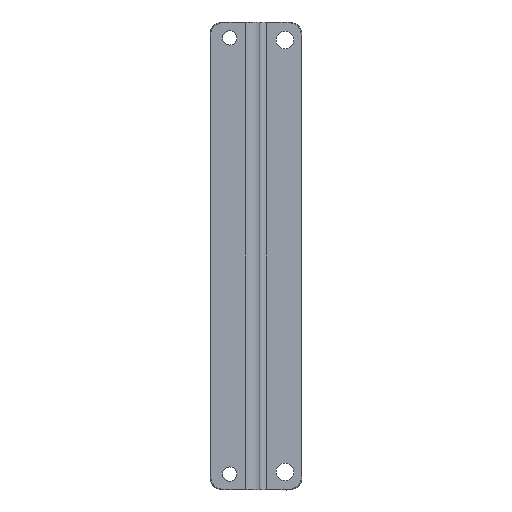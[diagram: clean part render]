
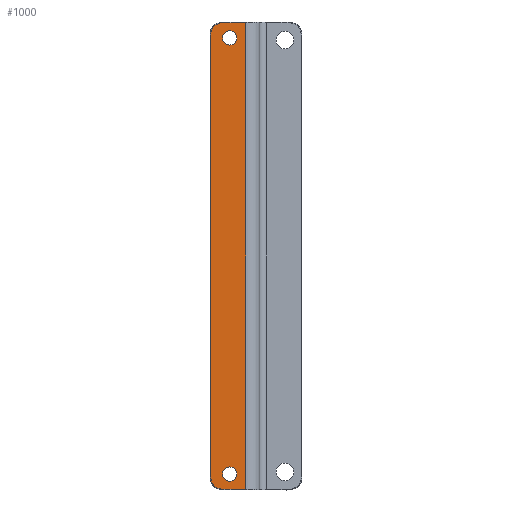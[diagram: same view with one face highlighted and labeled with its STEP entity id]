
A CAD part, front view. The second image highlights one B-rep face of the part: STEP entity #1000.
In plain terms, the highlighted planar face has unit normal (0, -1, 0).
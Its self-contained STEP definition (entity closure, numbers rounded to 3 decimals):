
#65=CARTESIAN_POINT('',(-11.5,-2.77,83.895));
#66=DIRECTION('',(0.,1.,0.));
#67=DIRECTION('',(0.,0.,-1.));
#68=AXIS2_PLACEMENT_3D('',#65,#66,#67);
#70=CARTESIAN_POINT('',(-11.5,-2.77,83.895));
#71=DIRECTION('',(0.,1.,0.));
#72=DIRECTION('',(0.,0.,1.));
#73=AXIS2_PLACEMENT_3D('',#70,#71,#72);
#75=CARTESIAN_POINT('',(-11.5,-2.77,-83.895));
#76=DIRECTION('',(0.,1.,0.));
#77=DIRECTION('',(0.,0.,-1.));
#78=AXIS2_PLACEMENT_3D('',#75,#76,#77);
#80=CARTESIAN_POINT('',(-11.5,-2.77,-83.895));
#81=DIRECTION('',(0.,1.,0.));
#82=DIRECTION('',(0.,0.,1.));
#83=AXIS2_PLACEMENT_3D('',#80,#81,#82);
#85=CARTESIAN_POINT('',(-13.,-2.77,89.75));
#86=CARTESIAN_POINT('',(-13.421,-2.77,89.75));
#87=CARTESIAN_POINT('',(-14.244,-2.77,89.717));
#88=CARTESIAN_POINT('',(-15.52,-2.77,89.495));
#89=CARTESIAN_POINT('',(-16.542,-2.77,89.116));
#90=CARTESIAN_POINT('',(-17.365,-2.77,88.585));
#91=CARTESIAN_POINT('',(-17.951,-2.77,87.962));
#92=CARTESIAN_POINT('',(-18.402,-2.77,87.177));
#93=CARTESIAN_POINT('',(-18.691,-2.77,86.165));
#94=CARTESIAN_POINT('',(-18.75,-2.77,85.406));
#95=CARTESIAN_POINT('',(-18.75,-2.77,85.));
#97=DIRECTION('',(-1.,0.,0.));
#98=VECTOR('',#97,7.66);
#99=CARTESIAN_POINT('',(-5.34,-2.77,89.75));
#100=LINE('',#99,#98);
#101=DIRECTION('',(1.,0.,0.));
#102=VECTOR('',#101,7.66);
#103=CARTESIAN_POINT('',(-13.,-2.77,-89.75));
#104=LINE('',#103,#102);
#105=CARTESIAN_POINT('',(-18.75,-2.77,-85.));
#106=CARTESIAN_POINT('',(-18.75,-2.77,
-85.414));
#107=CARTESIAN_POINT('',(-18.688,-2.77,
-86.184));
#108=CARTESIAN_POINT('',(-18.398,-2.77,
-87.185));
#109=CARTESIAN_POINT('',(-17.94,-2.77,
-87.978));
#110=CARTESIAN_POINT('',(-17.348,-2.77,
-88.6));
#111=CARTESIAN_POINT('',(-16.513,-2.77,
-89.131));
#112=CARTESIAN_POINT('',(-15.473,-2.77,
-89.508));
#113=CARTESIAN_POINT('',(-14.182,-2.77,
-89.722));
#114=CARTESIAN_POINT('',(-13.395,-2.77,
-89.75));
#115=CARTESIAN_POINT('',(-13.,-2.77,-89.75));
#117=DIRECTION('',(0.,0.,-1.));
#118=VECTOR('',#117,170.);
#119=CARTESIAN_POINT('',(-18.75,-2.77,85.));
#120=LINE('',#119,#118);
#159=DIRECTION('',(0.,0.,-1.));
#160=VECTOR('',#159,179.5);
#161=CARTESIAN_POINT('',(-5.34,-2.77,89.75));
#162=LINE('',#161,#160);
#777=CARTESIAN_POINT('',(-11.5,-2.77,-86.645));
#778=CARTESIAN_POINT('',(-11.5,-2.77,-81.145));
#779=VERTEX_POINT('',#777);
#780=VERTEX_POINT('',#778);
#781=CARTESIAN_POINT('',(-11.5,-2.77,81.145));
#782=CARTESIAN_POINT('',(-11.5,-2.77,86.645));
#783=VERTEX_POINT('',#781);
#784=VERTEX_POINT('',#782);
#801=VERTEX_POINT('',#85);
#802=VERTEX_POINT('',#95);
#805=CARTESIAN_POINT('',(-18.75,-2.77,-85.));
#806=VERTEX_POINT('',#805);
#809=VERTEX_POINT('',#115);
#811=CARTESIAN_POINT('',(-5.34,-2.77,-89.75));
#812=VERTEX_POINT('',#811);
#851=CARTESIAN_POINT('',(-5.34,-2.77,89.75));
#852=VERTEX_POINT('',#851);
#971=CARTESIAN_POINT('',(0.,-2.77,0.));
#972=DIRECTION('',(0.,1.,0.));
#973=DIRECTION('',(1.,0.,0.));
#974=AXIS2_PLACEMENT_3D('',#971,#972,#973);
#975=PLANE('',#974);
#977=ORIENTED_EDGE('',*,*,#976,.F.);
#979=ORIENTED_EDGE('',*,*,#978,.F.);
#981=ORIENTED_EDGE('',*,*,#980,.T.);
#983=ORIENTED_EDGE('',*,*,#982,.F.);
#985=ORIENTED_EDGE('',*,*,#984,.F.);
#987=ORIENTED_EDGE('',*,*,#986,.F.);
#988=EDGE_LOOP('',(#977,#979,#981,#983,#985,#987));
#989=FACE_OUTER_BOUND('',#988,.F.);
#990=ORIENTED_EDGE('',*,*,#951,.F.);
#991=ORIENTED_EDGE('',*,*,#965,.F.);
#992=EDGE_LOOP('',(#990,#991));
#993=FACE_BOUND('',#992,.F.);
#995=ORIENTED_EDGE('',*,*,#994,.F.);
#997=ORIENTED_EDGE('',*,*,#996,.F.);
#998=EDGE_LOOP('',(#995,#997));
#999=FACE_BOUND('',#998,.F.);
#1000=ADVANCED_FACE('',(#989,#993,#999),#975,.F.);
#69=CIRCLE('',#68,2.75);
#74=CIRCLE('',#73,2.75);
#79=CIRCLE('',#78,2.75);
#84=CIRCLE('',#83,2.75);
#96=B_SPLINE_CURVE_WITH_KNOTS('',3,(#85,#86,#87,#88,#89,#90,#91,#92,#93,#94,
#95),.UNSPECIFIED.,.F.,.F.,(4,1,1,1,1,1,1,1,4),(0.,0.125,0.25,0.375,
0.5,0.625,0.75,0.875,1.),.UNSPECIFIED.);
#116=B_SPLINE_CURVE_WITH_KNOTS('',3,(#105,#106,#107,#108,#109,#110,#111,#112,
#113,#114,#115),.UNSPECIFIED.,.F.,.F.,(4,1,1,1,1,1,1,1,4),(0.,0.125,0.25,
0.375,0.5,0.625,0.75,0.875,1.),.UNSPECIFIED.);
#951=EDGE_CURVE('',#779,#780,#79,.T.);
#965=EDGE_CURVE('',#780,#779,#84,.T.);
#976=EDGE_CURVE('',#801,#802,#96,.T.);
#978=EDGE_CURVE('',#852,#801,#100,.T.);
#980=EDGE_CURVE('',#852,#812,#162,.T.);
#982=EDGE_CURVE('',#809,#812,#104,.T.);
#984=EDGE_CURVE('',#806,#809,#116,.T.);
#986=EDGE_CURVE('',#802,#806,#120,.T.);
#994=EDGE_CURVE('',#783,#784,#69,.T.);
#996=EDGE_CURVE('',#784,#783,#74,.T.);
